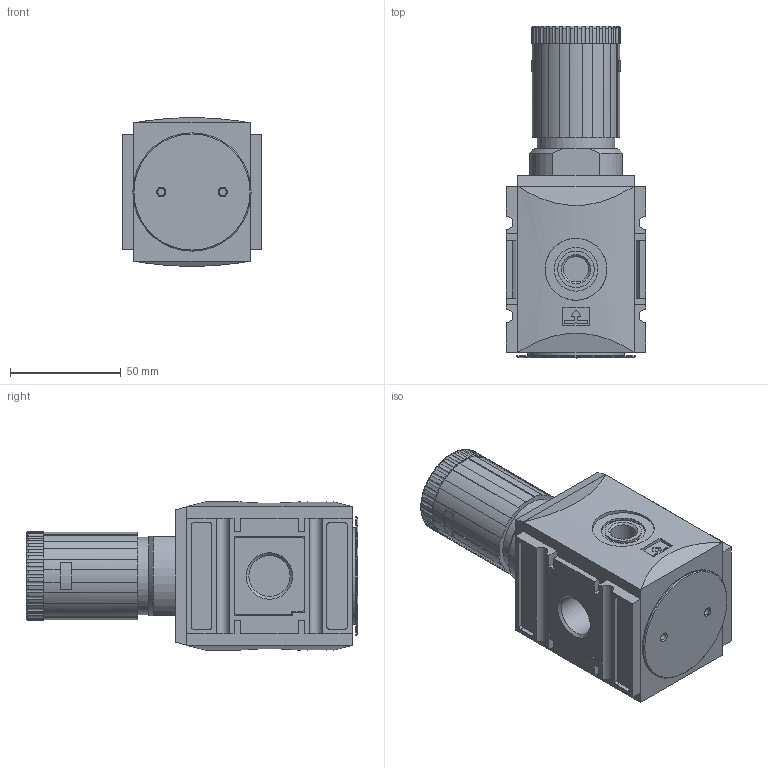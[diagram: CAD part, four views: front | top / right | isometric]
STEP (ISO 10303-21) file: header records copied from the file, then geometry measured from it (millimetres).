
FILE_DESCRIPTION( ( 'STEP AP203' ), ' ' );
FILE_NAME( '96232.EE20.stp', '2017-03-08T11:42:35', ( '' ), ( '' ), ' ', 'PARTsolutions', ' ' );
FILE_SCHEMA( ( 'CONFIG_CONTROL_DESIGN' ) );
Length unit declared in the file: millimetre
Products named in the file (3): 96232.EE20; _FU 7280G 1/2000-1; _FU 7280-3
Assembly tree (2 placements, depth 2):
  96232.EE20
    _FU 7280G 1/2000-1
    _FU 7280-3
Bounding box: 63 x 150 x 67.13 mm (x, y, z)
Volume: 377410.8 mm3; surface area: 50025.5 mm2
Topology: 2 solids, 2 shells, 477 faces, 1261 edges, 824 vertices
Faces by surface type: plane 262, cylinder 166, torus 38, cone 11
Full cylindrical faces by diameter (mm): 3.2 x2, 11.445 x1, 14.95 x1, 16.5 x1, 18.631 x2, 19.5 x1, 19.8 x2, 28 x2, 35 x1, 42 x1, 43.8 x1, 53.5 x1
Entity records: 15710 total; most frequent: CARTESIAN_POINT 3752, DIRECTION 2484, ORIENTED_EDGE 2460, EDGE_CURVE 1230, AXIS2_PLACEMENT_3D 892, VERTEX_POINT 820, LINE 700, VECTOR 700
